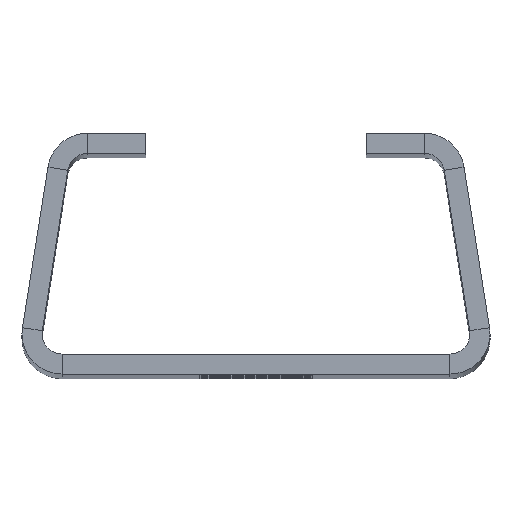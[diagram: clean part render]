
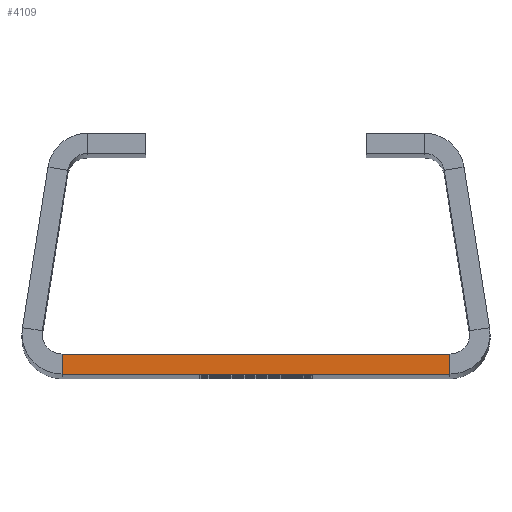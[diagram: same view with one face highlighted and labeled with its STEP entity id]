
A CAD part, top view. The second image highlights one B-rep face of the part: STEP entity #4109.
In plain terms, the highlighted planar face has unit normal (0, 0, 1).
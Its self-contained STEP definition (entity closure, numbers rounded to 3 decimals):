
#51 = DIRECTION ( 'NONE',  ( 0., 1., 0. ) ) ;
#295 = LINE ( 'NONE', #449, #3548 ) ;
#341 = VECTOR ( 'NONE', #51, 1000. ) ;
#449 = CARTESIAN_POINT ( 'NONE',  ( -18., 1.5, 200. ) ) ;
#798 = DIRECTION ( 'NONE',  ( 0., 0., 1. ) ) ;
#1099 = LINE ( 'NONE', #1561, #7769 ) ;
#1229 = VERTEX_POINT ( 'NONE', #3238 ) ;
#1407 = VERTEX_POINT ( 'NONE', #3761 ) ;
#1561 = CARTESIAN_POINT ( 'NONE',  ( -18., 0., 200. ) ) ;
#1564 = EDGE_LOOP ( 'NONE', ( #5058, #1724, #7671, #2177 ) ) ;
#1724 = ORIENTED_EDGE ( 'NONE', *, *, #2872, .T. ) ;
#2078 = EDGE_CURVE ( 'NONE', #5903, #1229, #2538, .T. ) ;
#2177 = ORIENTED_EDGE ( 'NONE', *, *, #2078, .T. ) ;
#2538 = LINE ( 'NONE', #5050, #4436 ) ;
#2872 = EDGE_CURVE ( 'NONE', #7872, #1407, #6824, .T. ) ;
#3235 = AXIS2_PLACEMENT_3D ( 'NONE', #5993, #798, #7264 ) ;
#3238 = CARTESIAN_POINT ( 'NONE',  ( -14.487, 0., 200. ) ) ;
#3548 = VECTOR ( 'NONE', #8194, 1000. ) ;
#3761 = CARTESIAN_POINT ( 'NONE',  ( 14.487, 1.5, 200. ) ) ;
#3927 = CARTESIAN_POINT ( 'NONE',  ( 14.487, 0., 200. ) ) ;
#4109 = ADVANCED_FACE ( 'NONE', ( #7455 ), #6636, .T. ) ;
#4139 = DIRECTION ( 'NONE',  ( 1., 0., 0. ) ) ;
#4436 = VECTOR ( 'NONE', #5713, 1000. ) ;
#4914 = CARTESIAN_POINT ( 'NONE',  ( 14.487, 0., 200. ) ) ;
#4980 = CARTESIAN_POINT ( 'NONE',  ( -14.487, 1.5, 200. ) ) ;
#5050 = CARTESIAN_POINT ( 'NONE',  ( -14.487, 1.5, 200. ) ) ;
#5058 = ORIENTED_EDGE ( 'NONE', *, *, #6906, .T. ) ;
#5713 = DIRECTION ( 'NONE',  ( 0., -1., 0. ) ) ;
#5903 = VERTEX_POINT ( 'NONE', #4980 ) ;
#5993 = CARTESIAN_POINT ( 'NONE',  ( 15.969, 3.235, 200. ) ) ;
#6490 = EDGE_CURVE ( 'NONE', #5903, #1407, #295, .T. ) ;
#6636 = PLANE ( 'NONE',  #3235 ) ;
#6824 = LINE ( 'NONE', #3927, #341 ) ;
#6906 = EDGE_CURVE ( 'NONE', #1229, #7872, #1099, .T. ) ;
#7264 = DIRECTION ( 'NONE',  ( 1., 0., 0. ) ) ;
#7455 = FACE_OUTER_BOUND ( 'NONE', #1564, .T. ) ;
#7671 = ORIENTED_EDGE ( 'NONE', *, *, #6490, .F. ) ;
#7769 = VECTOR ( 'NONE', #4139, 1000. ) ;
#7872 = VERTEX_POINT ( 'NONE', #4914 ) ;
#8194 = DIRECTION ( 'NONE',  ( 1., 0., 0. ) ) ;
